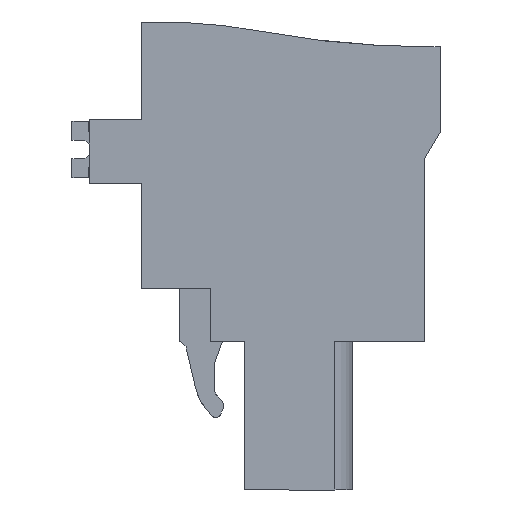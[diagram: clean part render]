
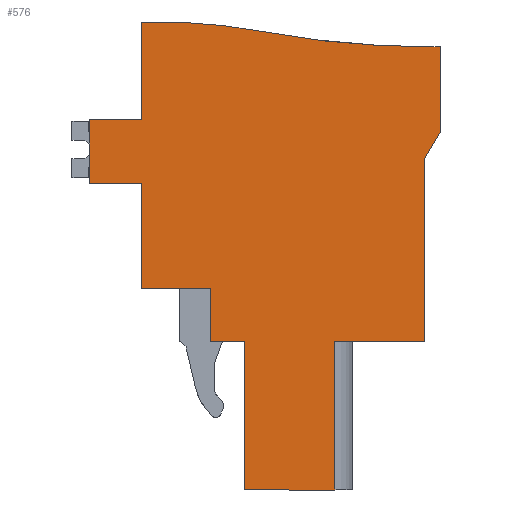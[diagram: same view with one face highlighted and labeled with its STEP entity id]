
A CAD part, left-side view. The second image highlights one B-rep face of the part: STEP entity #576.
In plain terms, the highlighted planar face has unit normal (-1, 0, 0).
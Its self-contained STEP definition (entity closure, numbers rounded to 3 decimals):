
#452=AXIS2_PLACEMENT_3D('Plane Axis2P3D',#449,#450,#451) ;
#465=AXIS2_PLACEMENT_3D('Circle Axis2P3D',#463,#464,$) ;
#472=AXIS2_PLACEMENT_3D('Circle Axis2P3D',#470,#471,$) ;
#49=CARTESIAN_POINT('Vertex',(0.,12.85,8.35)) ;
#52=CARTESIAN_POINT('Line Origine',(0.,12.85,9.825)) ;
#56=CARTESIAN_POINT('Vertex',(0.,12.85,11.3)) ;
#406=CARTESIAN_POINT('Vertex',(0.,10.937,8.35)) ;
#409=CARTESIAN_POINT('Line Origine',(0.,11.893,8.35)) ;
#449=CARTESIAN_POINT('Axis2P3D Location',(0.,3.817,22.4)) ;
#454=CARTESIAN_POINT('Line Origine',(0.,0.,22.459)) ;
#458=CARTESIAN_POINT('Vertex',(0.,0.,20.059)) ;
#460=CARTESIAN_POINT('Vertex',(0.,0.,24.859)) ;
#463=CARTESIAN_POINT('Axis2P3D Location',(0.,0.92,72.85)) ;
#467=CARTESIAN_POINT('Vertex',(0.,9.844,25.687)) ;
#470=CARTESIAN_POINT('Axis2P3D Location',(0.,15.85,-6.057)) ;
#474=CARTESIAN_POINT('Vertex',(0.,16.75,26.237)) ;
#477=CARTESIAN_POINT('Line Origine',(0.,16.75,23.494)) ;
#481=CARTESIAN_POINT('Vertex',(0.,16.75,20.75)) ;
#484=CARTESIAN_POINT('Line Origine',(0.,18.2,20.75)) ;
#488=CARTESIAN_POINT('Vertex',(0.,19.65,20.75)) ;
#491=CARTESIAN_POINT('Line Origine',(0.,19.65,18.975)) ;
#495=CARTESIAN_POINT('Vertex',(0.,19.65,17.2)) ;
#498=CARTESIAN_POINT('Line Origine',(0.,18.2,17.2)) ;
#502=CARTESIAN_POINT('Vertex',(0.,16.75,17.2)) ;
#505=CARTESIAN_POINT('Line Origine',(0.,16.75,14.25)) ;
#509=CARTESIAN_POINT('Vertex',(0.,16.75,11.3)) ;
#512=CARTESIAN_POINT('Line Origine',(0.,14.8,11.3)) ;
#517=CARTESIAN_POINT('Line Origine',(0.,10.937,4.175)) ;
#521=CARTESIAN_POINT('Vertex',(0.,10.937,0.)) ;
#524=CARTESIAN_POINT('Line Origine',(0.,8.414,0.)) ;
#528=CARTESIAN_POINT('Vertex',(0.,5.891,0.)) ;
#531=CARTESIAN_POINT('Line Origine',(0.,5.891,4.175)) ;
#535=CARTESIAN_POINT('Vertex',(0.,5.891,8.35)) ;
#538=CARTESIAN_POINT('Line Origine',(0.,3.396,8.35)) ;
#542=CARTESIAN_POINT('Vertex',(0.,0.9,8.35)) ;
#545=CARTESIAN_POINT('Line Origine',(0.,0.9,13.425)) ;
#549=CARTESIAN_POINT('Vertex',(0.,0.9,18.5)) ;
#552=CARTESIAN_POINT('Line Origine',(0.,0.45,19.279)) ;
#53=DIRECTION('Vector Direction',(0.,0.,1.)) ;
#410=DIRECTION('Vector Direction',(0.,1.,0.)) ;
#450=DIRECTION('Axis2P3D Direction',(1.,0.,0.)) ;
#451=DIRECTION('Axis2P3D XDirection',(0.,1.,0.)) ;
#455=DIRECTION('Vector Direction',(0.,0.,1.)) ;
#464=DIRECTION('Axis2P3D Direction',(1.,0.,0.)) ;
#471=DIRECTION('Axis2P3D Direction',(1.,0.,0.)) ;
#478=DIRECTION('Vector Direction',(0.,0.,1.)) ;
#485=DIRECTION('Vector Direction',(0.,-1.,0.)) ;
#492=DIRECTION('Vector Direction',(0.,0.,1.)) ;
#499=DIRECTION('Vector Direction',(0.,1.,0.)) ;
#506=DIRECTION('Vector Direction',(0.,0.,1.)) ;
#513=DIRECTION('Vector Direction',(0.,-1.,0.)) ;
#518=DIRECTION('Vector Direction',(0.,0.,-1.)) ;
#525=DIRECTION('Vector Direction',(0.,-1.,0.)) ;
#532=DIRECTION('Vector Direction',(0.,0.,-1.)) ;
#539=DIRECTION('Vector Direction',(0.,1.,0.)) ;
#546=DIRECTION('Vector Direction',(0.,0.,-1.)) ;
#553=DIRECTION('Vector Direction',(0.,-0.5,0.866)) ;
#54=VECTOR('Line Direction',#53,1.) ;
#411=VECTOR('Line Direction',#410,1.) ;
#456=VECTOR('Line Direction',#455,1.) ;
#479=VECTOR('Line Direction',#478,1.) ;
#486=VECTOR('Line Direction',#485,1.) ;
#493=VECTOR('Line Direction',#492,1.) ;
#500=VECTOR('Line Direction',#499,1.) ;
#507=VECTOR('Line Direction',#506,1.) ;
#514=VECTOR('Line Direction',#513,1.) ;
#519=VECTOR('Line Direction',#518,1.) ;
#526=VECTOR('Line Direction',#525,1.) ;
#533=VECTOR('Line Direction',#532,1.) ;
#540=VECTOR('Line Direction',#539,1.) ;
#547=VECTOR('Line Direction',#546,1.) ;
#554=VECTOR('Line Direction',#553,1.) ;
#558=ORIENTED_EDGE('',*,*,#462,.T.) ;
#559=ORIENTED_EDGE('',*,*,#469,.T.) ;
#560=ORIENTED_EDGE('',*,*,#476,.F.) ;
#561=ORIENTED_EDGE('',*,*,#483,.F.) ;
#562=ORIENTED_EDGE('',*,*,#490,.F.) ;
#563=ORIENTED_EDGE('',*,*,#497,.F.) ;
#564=ORIENTED_EDGE('',*,*,#504,.F.) ;
#565=ORIENTED_EDGE('',*,*,#511,.F.) ;
#566=ORIENTED_EDGE('',*,*,#516,.T.) ;
#567=ORIENTED_EDGE('',*,*,#58,.F.) ;
#568=ORIENTED_EDGE('',*,*,#413,.F.) ;
#569=ORIENTED_EDGE('',*,*,#523,.T.) ;
#570=ORIENTED_EDGE('',*,*,#530,.T.) ;
#571=ORIENTED_EDGE('',*,*,#537,.F.) ;
#572=ORIENTED_EDGE('',*,*,#544,.F.) ;
#573=ORIENTED_EDGE('',*,*,#551,.F.) ;
#574=ORIENTED_EDGE('',*,*,#556,.T.) ;
#576=ADVANCED_FACE('HOUSING',(#575),#453,.F.) ;
#466=CIRCLE('generated circle',#465,48.) ;
#473=CIRCLE('generated circle',#472,32.307) ;
#58=EDGE_CURVE('',#50,#57,#55,.T.) ;
#413=EDGE_CURVE('',#407,#50,#412,.T.) ;
#462=EDGE_CURVE('',#459,#461,#457,.T.) ;
#469=EDGE_CURVE('',#461,#468,#466,.T.) ;
#476=EDGE_CURVE('',#475,#468,#473,.T.) ;
#483=EDGE_CURVE('',#482,#475,#480,.T.) ;
#490=EDGE_CURVE('',#489,#482,#487,.T.) ;
#497=EDGE_CURVE('',#496,#489,#494,.T.) ;
#504=EDGE_CURVE('',#503,#496,#501,.T.) ;
#511=EDGE_CURVE('',#510,#503,#508,.T.) ;
#516=EDGE_CURVE('',#510,#57,#515,.T.) ;
#523=EDGE_CURVE('',#407,#522,#520,.T.) ;
#530=EDGE_CURVE('',#522,#529,#527,.T.) ;
#537=EDGE_CURVE('',#536,#529,#534,.T.) ;
#544=EDGE_CURVE('',#543,#536,#541,.T.) ;
#551=EDGE_CURVE('',#550,#543,#548,.T.) ;
#556=EDGE_CURVE('',#550,#459,#555,.T.) ;
#557=EDGE_LOOP('',(#558,#559,#560,#561,#562,#563,#564,#565,#566,#567,#568,#569,#570,#571,#572,#573,#574)) ;
#575=FACE_OUTER_BOUND('',#557,.T.) ;
#55=LINE('Line',#52,#54) ;
#412=LINE('Line',#409,#411) ;
#457=LINE('Line',#454,#456) ;
#480=LINE('Line',#477,#479) ;
#487=LINE('Line',#484,#486) ;
#494=LINE('Line',#491,#493) ;
#501=LINE('Line',#498,#500) ;
#508=LINE('Line',#505,#507) ;
#515=LINE('Line',#512,#514) ;
#520=LINE('Line',#517,#519) ;
#527=LINE('Line',#524,#526) ;
#534=LINE('Line',#531,#533) ;
#541=LINE('Line',#538,#540) ;
#548=LINE('Line',#545,#547) ;
#555=LINE('Line',#552,#554) ;
#453=PLANE('',#452) ;
#50=VERTEX_POINT('',#49) ;
#57=VERTEX_POINT('',#56) ;
#407=VERTEX_POINT('',#406) ;
#459=VERTEX_POINT('',#458) ;
#461=VERTEX_POINT('',#460) ;
#468=VERTEX_POINT('',#467) ;
#475=VERTEX_POINT('',#474) ;
#482=VERTEX_POINT('',#481) ;
#489=VERTEX_POINT('',#488) ;
#496=VERTEX_POINT('',#495) ;
#503=VERTEX_POINT('',#502) ;
#510=VERTEX_POINT('',#509) ;
#522=VERTEX_POINT('',#521) ;
#529=VERTEX_POINT('',#528) ;
#536=VERTEX_POINT('',#535) ;
#543=VERTEX_POINT('',#542) ;
#550=VERTEX_POINT('',#549) ;
